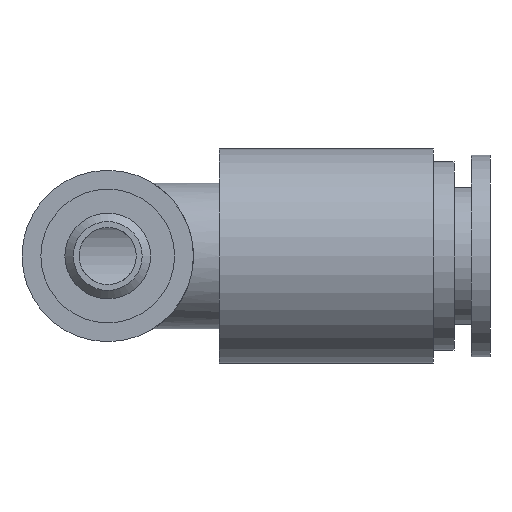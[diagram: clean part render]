
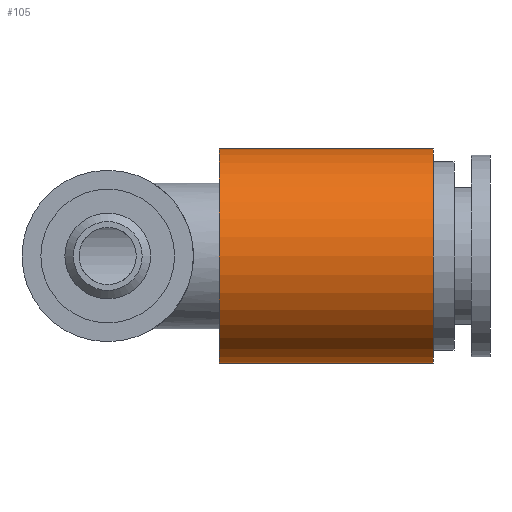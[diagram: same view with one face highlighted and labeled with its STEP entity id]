
A CAD part, front view. The second image highlights one B-rep face of the part: STEP entity #105.
In plain terms, the highlighted cylindrical face has radius 6.25 mm (diameter 12.5 mm), a full revolution.
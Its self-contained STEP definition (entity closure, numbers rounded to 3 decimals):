
#105 = ADVANCED_FACE( '', ( #207, #208 ), #209, .T. );
#207 = FACE_OUTER_BOUND( '', #349, .T. );
#208 = FACE_OUTER_BOUND( '', #350, .T. );
#209 = CYLINDRICAL_SURFACE( '', #351, 6.25 );
#349 = EDGE_LOOP( '', ( #611 ) );
#350 = EDGE_LOOP( '', ( #612 ) );
#351 = AXIS2_PLACEMENT_3D( '', #613, #614, #615 );
#611 = ORIENTED_EDGE( '', *, *, #818, .F. );
#612 = ORIENTED_EDGE( '', *, *, #768, .T. );
#613 = CARTESIAN_POINT( '', ( 22.3, 0., 0. ) );
#614 = DIRECTION( '', ( -1., 0., 0. ) );
#615 = DIRECTION( '', ( 0., 0., -1. ) );
#768 = EDGE_CURVE( '', #868, #868, #869, .T. );
#818 = EDGE_CURVE( '', #953, #953, #954, .T. );
#868 = VERTEX_POINT( '', #1102 );
#869 = CIRCLE( '', #1103, 6.25 );
#953 = VERTEX_POINT( '', #1393 );
#954 = CIRCLE( '', #1394, 6.25 );
#1102 = CARTESIAN_POINT( '', ( 6.5, 0., -6.25 ) );
#1103 = AXIS2_PLACEMENT_3D( '', #1459, #1460, #1461 );
#1393 = CARTESIAN_POINT( '', ( 19., 0., -6.25 ) );
#1394 = AXIS2_PLACEMENT_3D( '', #1520, #1521, #1522 );
#1459 = CARTESIAN_POINT( '', ( 6.5, 0., 0. ) );
#1460 = DIRECTION( '', ( 1., 0., 0. ) );
#1461 = DIRECTION( '', ( 0., 0., -1. ) );
#1520 = CARTESIAN_POINT( '', ( 19., 0., 0. ) );
#1521 = DIRECTION( '', ( 1., 0., 0. ) );
#1522 = DIRECTION( '', ( 0., 0., -1. ) );
